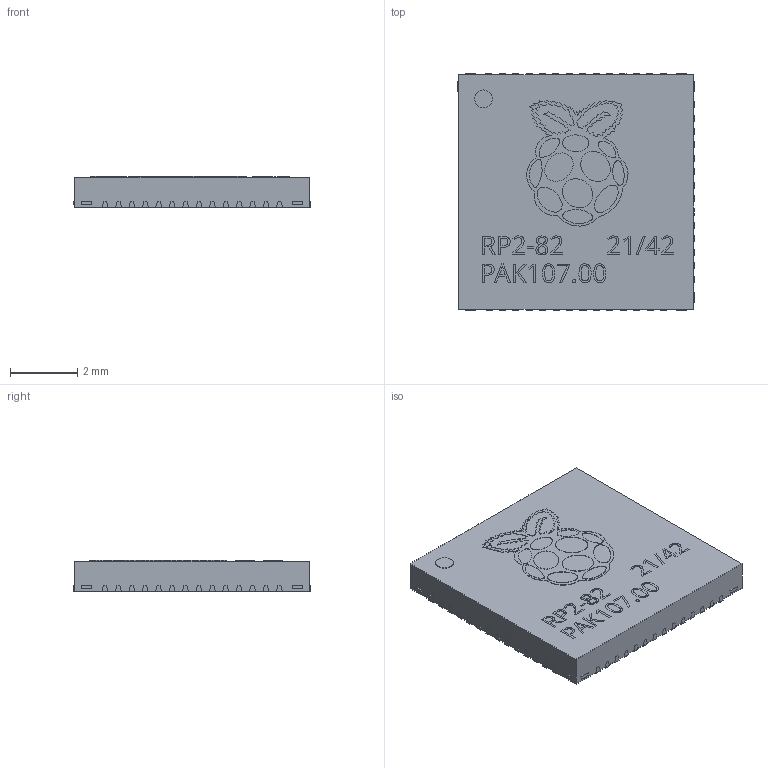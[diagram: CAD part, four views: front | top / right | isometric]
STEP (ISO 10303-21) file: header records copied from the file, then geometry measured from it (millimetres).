
FILE_DESCRIPTION(('FreeCAD Model'),'2;1');
FILE_NAME('Open CASCADE Shape Model','2025-02-13T13:19:10',(''),(''), 'Open CASCADE STEP processor 7.6','FreeCAD','Unknown');
FILE_SCHEMA(('AUTOMOTIVE_DESIGN { 1 0 10303 214 1 1 1 1 }'));
Length unit declared in the file: millimetre
Products named in the file (83): MC_RP2040; Metal; Side; Side_metal; Body057; Body058; Side_metal001; Body059; Body060; Side_metal002; Body061; Body062; Side_metal003; Body063; Body064; Pins; Part001; Pin001; Pin002; Pin003; Pin004; Pin005; Pin006; Pin007; Pin008; Pin009; Pin010; Pin011; Pin012; Pin013; Pin014; Part002; Pin015; Pin016; Pin017; Pin018; Pin019; Pin020; Pin021; Pin022 ...
Assembly tree (82 placements, depth 4):
  MC_RP2040
    Metal
    Side
      Side_metal
        Body057
        Body058
      Side_metal001
        Body059
        Body060
      Side_metal002
        Body061
        Body062
      Side_metal003
        Body063
        Body064
    Pins
      Part001
        Pin001
        Pin002
        Pin003
        Pin004
        Pin005
        Pin006
        Pin007
        Pin008
        Pin009
        Pin010
        Pin011
        Pin012
        Pin013
        Pin014
      Part002
        Pin015
        Pin016
        Pin017
        Pin018
        Pin019
        Pin020
        Pin021
        Pin022
        Pin023
        Pin024
        Pin025
        Pin026
        Pin027
        Pin028
      Part003
        Pin029
        Pin030
        Pin031
        Pin032
        Pin033
        Pin034
        Pin035
        Pin036
        Pin037
        Pin038
        Pin039
        Pin040
        Pin041
Bounding box: 7.05 x 7.04 x 0.95 mm (x, y, z)
Volume: 44.7 mm3; surface area: 173 mm2
Topology: 68 solids, 88 shells, 654 faces, 1781 edges, 1284 vertices
Faces by surface type: plane 391, bspline 224, cylinder 34, extrusion 5
Full cylindrical faces by diameter (mm): 0.534 x1
Entity records: 23462 total; most frequent: CARTESIAN_POINT 5926, ORIENTED_EDGE 3272, DIRECTION 2612, EDGE_CURVE 1781, VERTEX_POINT 1284, VECTOR 1206, LINE 1201, AXIS2_PLACEMENT_3D 703
